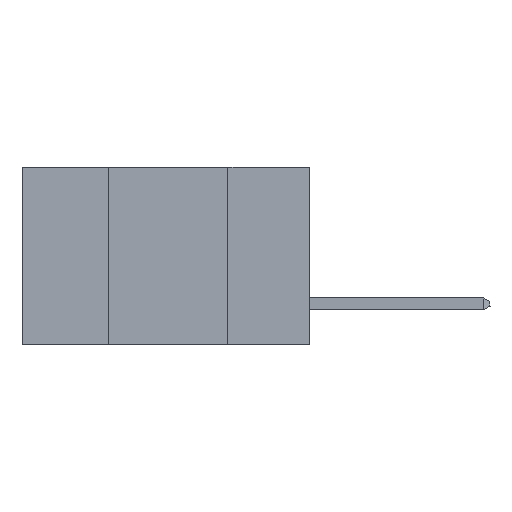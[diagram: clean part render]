
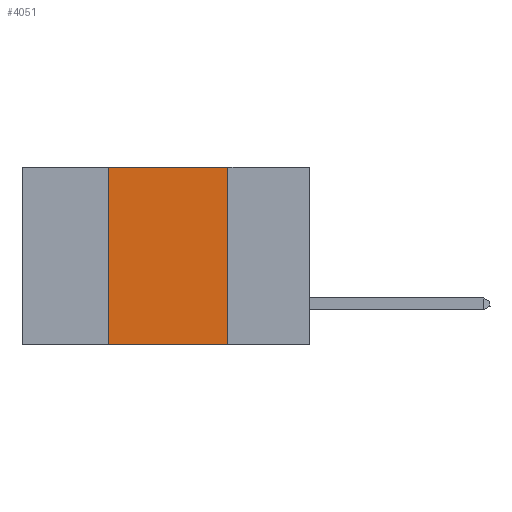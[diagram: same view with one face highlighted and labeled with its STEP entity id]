
A CAD part, left-side view. The second image highlights one B-rep face of the part: STEP entity #4051.
In plain terms, the highlighted planar face has unit normal (-1, 0, 0).
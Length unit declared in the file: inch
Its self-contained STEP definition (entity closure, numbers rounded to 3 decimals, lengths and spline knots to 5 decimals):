
#461 = CARTESIAN_POINT ( 'NONE',  ( 0., 0.42, 0. ) ) ;
#1114 = LINE ( 'NONE', #16716, #15138 ) ;
#1270 = DIRECTION ( 'NONE',  ( 0., 0., -1. ) ) ;
#2218 = DIRECTION ( 'NONE',  ( 0., -1., 0. ) ) ;
#2696 = VECTOR ( 'NONE', #1270, 39.37008 ) ;
#3845 = DIRECTION ( 'NONE',  ( 0., 0., -1. ) ) ;
#3951 = ORIENTED_EDGE ( 'NONE', *, *, #8045, .F. ) ;
#4051 = ADVANCED_FACE ( 'NONE', ( #12479 ), #16867, .F. ) ;
#4097 = VERTEX_POINT ( 'NONE', #12694 ) ;
#4878 = CARTESIAN_POINT ( 'NONE',  ( 0., 0.17, -0.37 ) ) ;
#5287 = VERTEX_POINT ( 'NONE', #5295 ) ;
#5295 = CARTESIAN_POINT ( 'NONE',  ( 0., 0.42, -0.37 ) ) ;
#5843 = EDGE_CURVE ( 'NONE', #5287, #4097, #8394, .T. ) ;
#6070 = EDGE_LOOP ( 'NONE', ( #23575, #3951, #23580, #16265 ) ) ;
#6202 = DIRECTION ( 'NONE',  ( 1., 0., 0. ) ) ;
#7507 = CARTESIAN_POINT ( 'NONE',  ( 0., 0.17, 0. ) ) ;
#8045 = EDGE_CURVE ( 'NONE', #4097, #19266, #1114, .T. ) ;
#8099 = LINE ( 'NONE', #16870, #22170 ) ;
#8394 = LINE ( 'NONE', #461, #20719 ) ;
#10484 = VERTEX_POINT ( 'NONE', #4878 ) ;
#11002 = LINE ( 'NONE', #23095, #2696 ) ;
#11449 = CARTESIAN_POINT ( 'NONE',  ( 0., 0.6, 0. ) ) ;
#12479 = FACE_OUTER_BOUND ( 'NONE', #6070, .T. ) ;
#12694 = CARTESIAN_POINT ( 'NONE',  ( 0., 0.42, 0. ) ) ;
#13285 = DIRECTION ( 'NONE',  ( 0., 0., 1. ) ) ;
#14295 = EDGE_CURVE ( 'NONE', #19266, #10484, #11002, .T. ) ;
#14533 = EDGE_CURVE ( 'NONE', #5287, #10484, #8099, .T. ) ;
#15138 = VECTOR ( 'NONE', #2218, 39.37008 ) ;
#16265 = ORIENTED_EDGE ( 'NONE', *, *, #14533, .T. ) ;
#16716 = CARTESIAN_POINT ( 'NONE',  ( 0., 0.6, 0. ) ) ;
#16867 = PLANE ( 'NONE',  #22470 ) ;
#16870 = CARTESIAN_POINT ( 'NONE',  ( 0., 0.6, -0.37 ) ) ;
#19266 = VERTEX_POINT ( 'NONE', #7507 ) ;
#20375 = DIRECTION ( 'NONE',  ( 0., -1., 0. ) ) ;
#20719 = VECTOR ( 'NONE', #13285, 39.37008 ) ;
#22170 = VECTOR ( 'NONE', #20375, 39.37008 ) ;
#22470 = AXIS2_PLACEMENT_3D ( 'NONE', #11449, #6202, #3845 ) ;
#23095 = CARTESIAN_POINT ( 'NONE',  ( 0., 0.17, 0. ) ) ;
#23575 = ORIENTED_EDGE ( 'NONE', *, *, #14295, .F. ) ;
#23580 = ORIENTED_EDGE ( 'NONE', *, *, #5843, .F. ) ;
